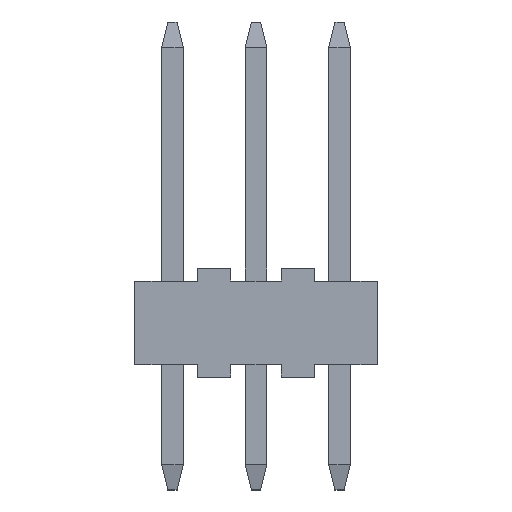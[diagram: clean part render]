
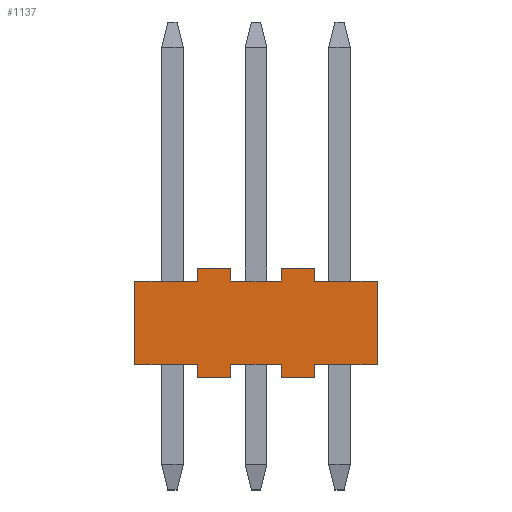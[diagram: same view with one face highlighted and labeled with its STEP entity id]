
A CAD part, top view. The second image highlights one B-rep face of the part: STEP entity #1137.
In plain terms, the highlighted planar face has unit normal (0, 0, 1).
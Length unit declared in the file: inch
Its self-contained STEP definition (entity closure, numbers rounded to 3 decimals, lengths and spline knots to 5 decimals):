
#5=DIRECTION('',(0.,-1.,0.));
#6=VECTOR('',#5,0.1);
#7=CARTESIAN_POINT('',(-0.145,0.05,0.0465));
#8=LINE('',#7,#6);
#21=DIRECTION('',(-1.,0.,0.));
#22=VECTOR('',#21,0.075);
#23=CARTESIAN_POINT('',(-0.07,0.05,0.0465));
#24=LINE('',#23,#22);
#93=DIRECTION('',(-1.,0.,0.));
#94=VECTOR('',#93,0.075);
#95=CARTESIAN_POINT('',(0.145,0.05,0.0465));
#96=LINE('',#95,#94);
#129=DIRECTION('',(0.,-1.,0.));
#130=VECTOR('',#129,0.1);
#131=CARTESIAN_POINT('',(0.145,0.05,0.0465));
#132=LINE('',#131,#130);
#133=DIRECTION('',(1.,0.,0.));
#134=VECTOR('',#133,0.075);
#135=CARTESIAN_POINT('',(0.07,-0.05,0.0465));
#136=LINE('',#135,#134);
#157=DIRECTION('',(0.,1.,0.));
#158=VECTOR('',#157,0.015);
#159=CARTESIAN_POINT('',(0.07,-0.065,0.0465));
#160=LINE('',#159,#158);
#161=DIRECTION('',(0.,1.,0.));
#162=VECTOR('',#161,0.015);
#163=CARTESIAN_POINT('',(0.03,-0.065,0.0465));
#164=LINE('',#163,#162);
#165=DIRECTION('',(-1.,0.,0.));
#166=VECTOR('',#165,0.06);
#167=CARTESIAN_POINT('',(0.03,-0.05,0.0465));
#168=LINE('',#167,#166);
#169=DIRECTION('',(0.,1.,0.));
#170=VECTOR('',#169,0.015);
#171=CARTESIAN_POINT('',(-0.03,-0.065,0.0465));
#172=LINE('',#171,#170);
#173=DIRECTION('',(0.,1.,0.));
#174=VECTOR('',#173,0.015);
#175=CARTESIAN_POINT('',(-0.07,-0.065,0.0465));
#176=LINE('',#175,#174);
#177=DIRECTION('',(0.,-1.,0.));
#178=VECTOR('',#177,0.015);
#179=CARTESIAN_POINT('',(-0.07,0.065,0.0465));
#180=LINE('',#179,#178);
#181=DIRECTION('',(1.,0.,0.));
#182=VECTOR('',#181,0.04);
#183=CARTESIAN_POINT('',(-0.07,0.065,0.0465));
#184=LINE('',#183,#182);
#185=DIRECTION('',(0.,-1.,0.));
#186=VECTOR('',#185,0.015);
#187=CARTESIAN_POINT('',(-0.03,0.065,0.0465));
#188=LINE('',#187,#186);
#189=DIRECTION('',(1.,0.,0.));
#190=VECTOR('',#189,0.06);
#191=CARTESIAN_POINT('',(-0.03,0.05,0.0465));
#192=LINE('',#191,#190);
#193=DIRECTION('',(0.,-1.,0.));
#194=VECTOR('',#193,0.015);
#195=CARTESIAN_POINT('',(0.03,0.065,0.0465));
#196=LINE('',#195,#194);
#197=DIRECTION('',(1.,0.,0.));
#198=VECTOR('',#197,0.04);
#199=CARTESIAN_POINT('',(0.03,0.065,0.0465));
#200=LINE('',#199,#198);
#201=DIRECTION('',(0.,-1.,0.));
#202=VECTOR('',#201,0.015);
#203=CARTESIAN_POINT('',(0.07,0.065,0.0465));
#204=LINE('',#203,#202);
#213=DIRECTION('',(1.,0.,0.));
#214=VECTOR('',#213,0.04);
#215=CARTESIAN_POINT('',(0.03,-0.065,0.0465));
#216=LINE('',#215,#214);
#225=DIRECTION('',(1.,0.,0.));
#226=VECTOR('',#225,0.04);
#227=CARTESIAN_POINT('',(-0.07,-0.065,0.0465));
#228=LINE('',#227,#226);
#437=DIRECTION('',(1.,0.,0.));
#438=VECTOR('',#437,0.075);
#439=CARTESIAN_POINT('',(-0.145,-0.05,0.0465));
#440=LINE('',#439,#438);
#721=CARTESIAN_POINT('',(0.07,0.065,0.0465));
#722=CARTESIAN_POINT('',(0.07,0.05,0.0465));
#723=VERTEX_POINT('',#721);
#724=VERTEX_POINT('',#722);
#729=CARTESIAN_POINT('',(-0.145,0.05,0.0465));
#731=VERTEX_POINT('',#729);
#733=CARTESIAN_POINT('',(-0.145,-0.05,0.0465));
#735=VERTEX_POINT('',#733);
#737=CARTESIAN_POINT('',(0.145,0.05,0.0465));
#739=VERTEX_POINT('',#737);
#741=CARTESIAN_POINT('',(0.145,-0.05,0.0465));
#743=VERTEX_POINT('',#741);
#753=CARTESIAN_POINT('',(0.07,-0.065,0.0465));
#754=CARTESIAN_POINT('',(0.07,-0.05,0.0465));
#755=VERTEX_POINT('',#753);
#756=VERTEX_POINT('',#754);
#801=CARTESIAN_POINT('',(-0.03,0.065,0.0465));
#802=CARTESIAN_POINT('',(-0.03,0.05,0.0465));
#803=VERTEX_POINT('',#801);
#804=VERTEX_POINT('',#802);
#805=CARTESIAN_POINT('',(0.03,0.05,0.0465));
#806=VERTEX_POINT('',#805);
#807=CARTESIAN_POINT('',(0.03,0.065,0.0465));
#808=VERTEX_POINT('',#807);
#809=CARTESIAN_POINT('',(0.03,-0.065,0.0465));
#810=CARTESIAN_POINT('',(0.03,-0.05,0.0465));
#811=VERTEX_POINT('',#809);
#812=VERTEX_POINT('',#810);
#813=CARTESIAN_POINT('',(-0.03,-0.05,0.0465));
#814=VERTEX_POINT('',#813);
#815=CARTESIAN_POINT('',(-0.03,-0.065,0.0465));
#816=VERTEX_POINT('',#815);
#833=CARTESIAN_POINT('',(-0.07,0.065,0.0465));
#834=CARTESIAN_POINT('',(-0.07,0.05,0.0465));
#835=VERTEX_POINT('',#833);
#836=VERTEX_POINT('',#834);
#837=CARTESIAN_POINT('',(-0.07,-0.065,0.0465));
#838=CARTESIAN_POINT('',(-0.07,-0.05,0.0465));
#839=VERTEX_POINT('',#837);
#840=VERTEX_POINT('',#838);
#1095=CARTESIAN_POINT('',(-0.145,0.065,0.0465));
#1096=DIRECTION('',(0.,0.,1.));
#1097=DIRECTION('',(0.,-1.,0.));
#1098=AXIS2_PLACEMENT_3D('',#1095,#1096,#1097);
#1099=PLANE('',#1098);
#1100=ORIENTED_EDGE('',*,*,#1040,.F.);
#1101=ORIENTED_EDGE('',*,*,#1066,.T.);
#1102=ORIENTED_EDGE('',*,*,#1076,.F.);
#1104=ORIENTED_EDGE('',*,*,#1103,.F.);
#1106=ORIENTED_EDGE('',*,*,#1105,.F.);
#1108=ORIENTED_EDGE('',*,*,#1107,.T.);
#1110=ORIENTED_EDGE('',*,*,#1109,.T.);
#1112=ORIENTED_EDGE('',*,*,#1111,.F.);
#1114=ORIENTED_EDGE('',*,*,#1113,.F.);
#1116=ORIENTED_EDGE('',*,*,#1115,.T.);
#1118=ORIENTED_EDGE('',*,*,#1117,.F.);
#1119=ORIENTED_EDGE('',*,*,#952,.F.);
#1120=ORIENTED_EDGE('',*,*,#970,.F.);
#1122=ORIENTED_EDGE('',*,*,#1121,.F.);
#1124=ORIENTED_EDGE('',*,*,#1123,.T.);
#1126=ORIENTED_EDGE('',*,*,#1125,.T.);
#1128=ORIENTED_EDGE('',*,*,#1127,.T.);
#1130=ORIENTED_EDGE('',*,*,#1129,.F.);
#1132=ORIENTED_EDGE('',*,*,#1131,.T.);
#1134=ORIENTED_EDGE('',*,*,#1133,.T.);
#1135=EDGE_LOOP('',(#1100,#1101,#1102,#1104,#1106,#1108,#1110,#1112,#1114,#1116,
#1118,#1119,#1120,#1122,#1124,#1126,#1128,#1130,#1132,#1134));
#1136=FACE_OUTER_BOUND('',#1135,.F.);
#1137=ADVANCED_FACE('',(#1136),#1099,.T.);
#952=EDGE_CURVE('',#731,#735,#8,.T.);
#970=EDGE_CURVE('',#836,#731,#24,.T.);
#1040=EDGE_CURVE('',#739,#724,#96,.T.);
#1066=EDGE_CURVE('',#739,#743,#132,.T.);
#1076=EDGE_CURVE('',#756,#743,#136,.T.);
#1103=EDGE_CURVE('',#755,#756,#160,.T.);
#1105=EDGE_CURVE('',#811,#755,#216,.T.);
#1107=EDGE_CURVE('',#811,#812,#164,.T.);
#1109=EDGE_CURVE('',#812,#814,#168,.T.);
#1111=EDGE_CURVE('',#816,#814,#172,.T.);
#1113=EDGE_CURVE('',#839,#816,#228,.T.);
#1115=EDGE_CURVE('',#839,#840,#176,.T.);
#1117=EDGE_CURVE('',#735,#840,#440,.T.);
#1121=EDGE_CURVE('',#835,#836,#180,.T.);
#1123=EDGE_CURVE('',#835,#803,#184,.T.);
#1125=EDGE_CURVE('',#803,#804,#188,.T.);
#1127=EDGE_CURVE('',#804,#806,#192,.T.);
#1129=EDGE_CURVE('',#808,#806,#196,.T.);
#1131=EDGE_CURVE('',#808,#723,#200,.T.);
#1133=EDGE_CURVE('',#723,#724,#204,.T.);
